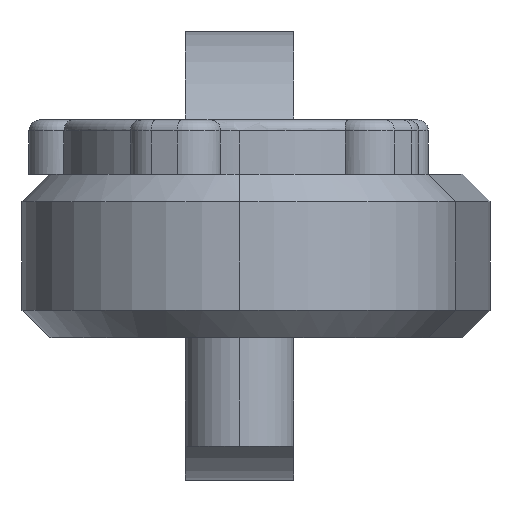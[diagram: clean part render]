
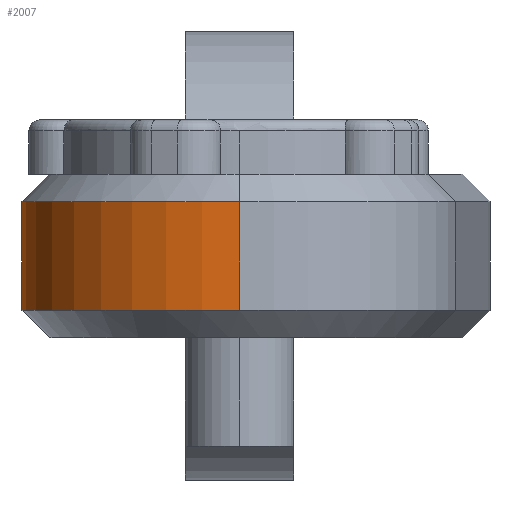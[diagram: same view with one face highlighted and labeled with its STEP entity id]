
A CAD part, left-side view. The second image highlights one B-rep face of the part: STEP entity #2007.
In plain terms, the highlighted cylindrical face has radius 20 mm (diameter 40 mm), a partial arc.
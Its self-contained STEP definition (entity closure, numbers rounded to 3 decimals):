
#339 = CARTESIAN_POINT ( 'NONE',  ( -85., 0., -5. ) ) ;
#399 = EDGE_CURVE ( 'NONE', #448, #2256, #2673, .T. ) ;
#412 = DIRECTION ( 'NONE',  ( 0., 0., -1. ) ) ;
#420 = ORIENTED_EDGE ( 'NONE', *, *, #399, .T. ) ;
#448 = VERTEX_POINT ( 'NONE', #699 ) ;
#485 = AXIS2_PLACEMENT_3D ( 'NONE', #1143, #2001, #953 ) ;
#519 = EDGE_LOOP ( 'NONE', ( #2089, #420, #2131, #2043 ) ) ;
#613 = EDGE_CURVE ( 'NONE', #2256, #1088, #2106, .T. ) ;
#632 = CARTESIAN_POINT ( 'NONE',  ( -81.872, 19.754, 5. ) ) ;
#699 = CARTESIAN_POINT ( 'NONE',  ( -105., 0., 5. ) ) ;
#705 = AXIS2_PLACEMENT_3D ( 'NONE', #339, #2114, #2786 ) ;
#851 = CARTESIAN_POINT ( 'NONE',  ( -105., 0., -5. ) ) ;
#953 = DIRECTION ( 'NONE',  ( -1., 0., 0. ) ) ;
#988 = VECTOR ( 'NONE', #2108, 1000. ) ;
#1069 = CIRCLE ( 'NONE', #705, 20. ) ;
#1088 = VERTEX_POINT ( 'NONE', #2148 ) ;
#1143 = CARTESIAN_POINT ( 'NONE',  ( -85., 0., 7.5 ) ) ;
#1343 = EDGE_CURVE ( 'NONE', #1088, #2311, #1069, .T. ) ;
#1391 = FACE_OUTER_BOUND ( 'NONE', #519, .T. ) ;
#1395 = DIRECTION ( 'NONE',  ( 0., 0., -1. ) ) ;
#1474 = VECTOR ( 'NONE', #1395, 1000. ) ;
#1626 = CARTESIAN_POINT ( 'NONE',  ( -81.872, 19.754, 7.5 ) ) ;
#1680 = EDGE_CURVE ( 'NONE', #448, #2311, #1822, .T. ) ;
#1822 = LINE ( 'NONE', #2709, #988 ) ;
#1879 = AXIS2_PLACEMENT_3D ( 'NONE', #2395, #412, #2649 ) ;
#2001 = DIRECTION ( 'NONE',  ( 0., 0., -1. ) ) ;
#2007 = ADVANCED_FACE ( 'NONE', ( #1391 ), #2701, .T. ) ;
#2043 = ORIENTED_EDGE ( 'NONE', *, *, #1343, .T. ) ;
#2089 = ORIENTED_EDGE ( 'NONE', *, *, #1680, .F. ) ;
#2106 = LINE ( 'NONE', #1626, #1474 ) ;
#2108 = DIRECTION ( 'NONE',  ( 0., 0., -1. ) ) ;
#2114 = DIRECTION ( 'NONE',  ( 0., 0., 1. ) ) ;
#2131 = ORIENTED_EDGE ( 'NONE', *, *, #613, .T. ) ;
#2148 = CARTESIAN_POINT ( 'NONE',  ( -81.872, 19.754, -5. ) ) ;
#2256 = VERTEX_POINT ( 'NONE', #632 ) ;
#2311 = VERTEX_POINT ( 'NONE', #851 ) ;
#2395 = CARTESIAN_POINT ( 'NONE',  ( -85., 0., 5. ) ) ;
#2649 = DIRECTION ( 'NONE',  ( 1., 0., 0. ) ) ;
#2673 = CIRCLE ( 'NONE', #1879, 20. ) ;
#2701 = CYLINDRICAL_SURFACE ( 'NONE', #485, 20. ) ;
#2709 = CARTESIAN_POINT ( 'NONE',  ( -105., 0., 7.5 ) ) ;
#2786 = DIRECTION ( 'NONE',  ( 1., 0., 0. ) ) ;
